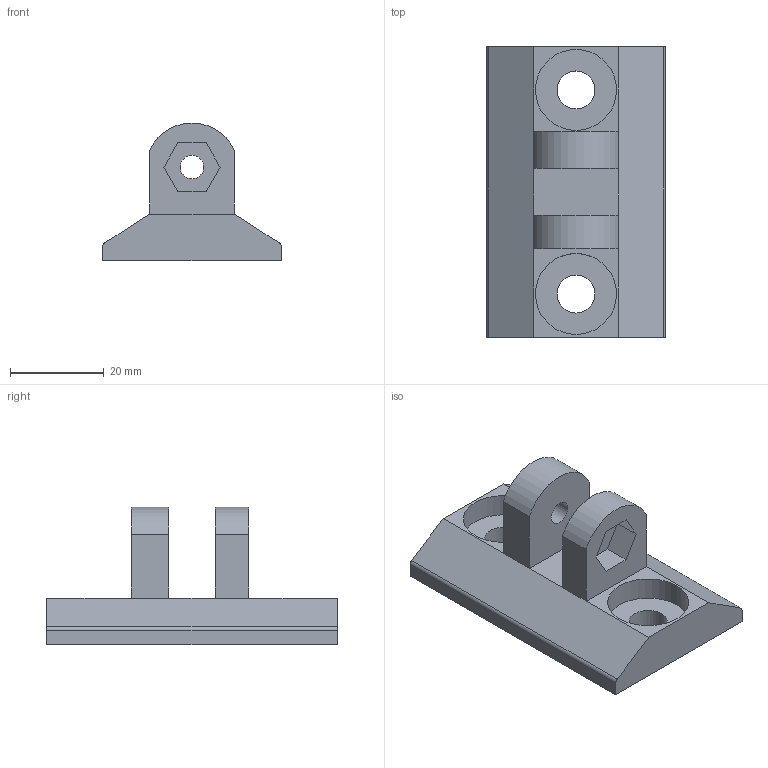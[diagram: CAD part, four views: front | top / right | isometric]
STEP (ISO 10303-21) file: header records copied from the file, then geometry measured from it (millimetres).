
FILE_DESCRIPTION(('FreeCAD Model'),'2;1');
FILE_NAME( 'y-idler-mount.step', '2020-03-10T19:46:46',('Author'),(''), 'Open CASCADE STEP processor 7.3','FreeCAD','Unknown');
FILE_SCHEMA(('AUTOMOTIVE_DESIGN { 1 0 10303 214 1 1 1 1 }'));
Length unit declared in the file: millimetre
Products named in the file (1): y-idler-mount
Bounding box: 38.1 x 62 x 29.4 mm (x, y, z)
Volume: 20750.5 mm3; surface area: 8681.5 mm2
Topology: 1 solids, 1 shells, 39 faces, 91 edges, 58 vertices
Faces by surface type: plane 28, cylinder 11
Full cylindrical faces by diameter (mm): 5 x2, 8 x1, 8.1 x2, 17.25 x2
Entity records: 2341 total; most frequent: CARTESIAN_POINT 407, DIRECTION 369, LINE 229, VECTOR 229, ORIENTED_EDGE 182, PCURVE 182, DEFINITIONAL_REPRESENTATION 182, EDGE_CURVE 91
